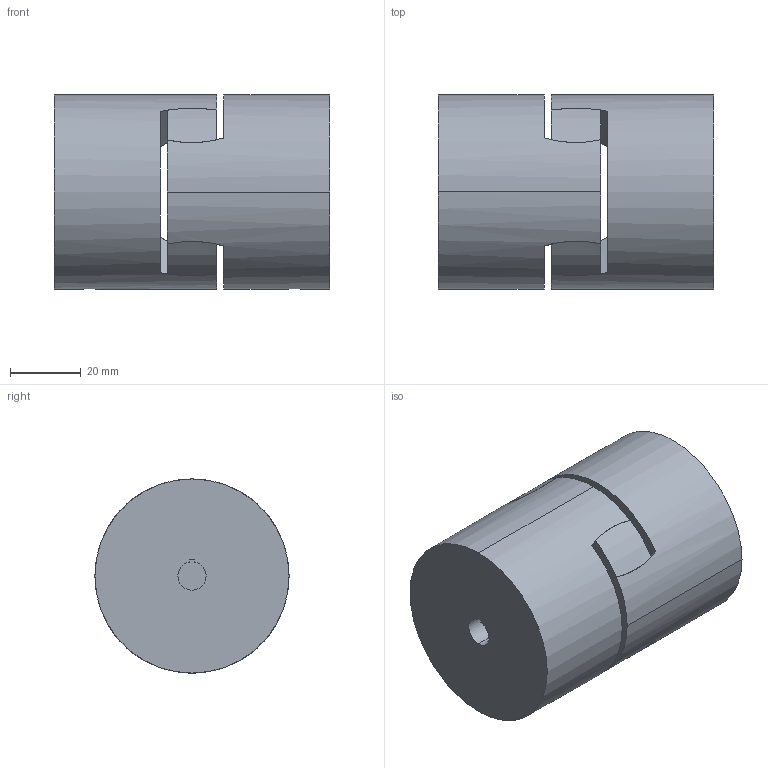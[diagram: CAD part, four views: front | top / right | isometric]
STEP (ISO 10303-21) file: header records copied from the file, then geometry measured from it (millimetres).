
FILE_DESCRIPTION(('STEP AP214'),'1');
FILE_NAME('g24_30_b_b_8_8.stp','2017-10-10T12:20:01',('TraceParts'),('TraceParts S.A.'),'Spatial InterOp 3D',' ',' ');
FILE_SCHEMA(('automotive_design'));
Length unit declared in the file: millimetre
Products named in the file (3): g24_30_b_b_8_8_1; g24_30_b_b_8_8_2; g24_30_b_b_8_8_3
Bounding box: 78 x 55 x 55 mm (x, y, z)
Volume: 174414.4 mm3; surface area: 31350.3 mm2
Topology: 3 solids, 3 shells, 59 faces, 183 edges, 116 vertices
Faces by surface type: cylinder 32, sphere 14, plane 13
Entity records: 2778 total; most frequent: CARTESIAN_POINT 1169, ORIENTED_EDGE 342, DIRECTION 323, EDGE_CURVE 171, AXIS2_PLACEMENT_3D 134, VERTEX_POINT 116, CIRCLE 72, EDGE_LOOP 65
